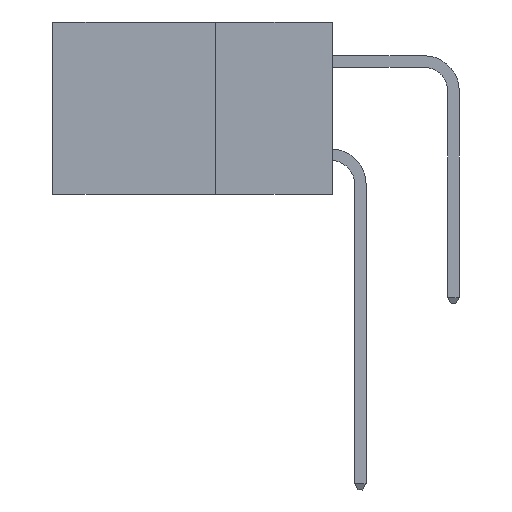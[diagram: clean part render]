
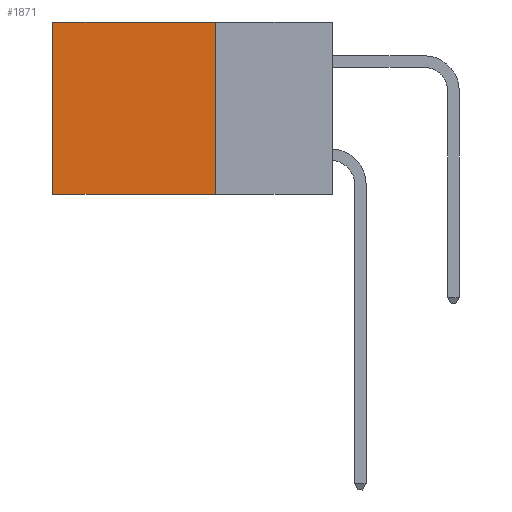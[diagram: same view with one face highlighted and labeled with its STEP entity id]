
A CAD part, left-side view. The second image highlights one B-rep face of the part: STEP entity #1871.
In plain terms, the highlighted planar face has unit normal (-1, 0, 0).
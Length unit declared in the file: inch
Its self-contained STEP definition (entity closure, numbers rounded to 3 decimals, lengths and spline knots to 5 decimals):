
#65 = DIRECTION ( 'NONE',  ( 1., 0., 0. ) ) ;
#459 = LINE ( 'NONE', #7221, #10007 ) ;
#517 = VECTOR ( 'NONE', #3424, 39.37008 ) ;
#586 = VERTEX_POINT ( 'NONE', #3987 ) ;
#685 = FACE_OUTER_BOUND ( 'NONE', #10245, .T. ) ;
#895 = ORIENTED_EDGE ( 'NONE', *, *, #11536, .F. ) ;
#1063 = VERTEX_POINT ( 'NONE', #9830 ) ;
#1277 = VERTEX_POINT ( 'NONE', #11166 ) ;
#1366 = VERTEX_POINT ( 'NONE', #8362 ) ;
#1464 = DIRECTION ( 'NONE',  ( 0., 0., -1. ) ) ;
#1516 = CARTESIAN_POINT ( 'NONE',  ( 0.298, 0.25, 0. ) ) ;
#1573 = VECTOR ( 'NONE', #6770, 39.37008 ) ;
#1769 = EDGE_CURVE ( 'NONE', #586, #1366, #11225, .T. ) ;
#1871 = ADVANCED_FACE ( 'NONE', ( #685 ), #3921, .F. ) ;
#2462 = EDGE_CURVE ( 'NONE', #1063, #586, #5637, .T. ) ;
#3021 = EDGE_CURVE ( 'NONE', #1277, #1366, #459, .T. ) ;
#3424 = DIRECTION ( 'NONE',  ( 0., 1., 0. ) ) ;
#3505 = CARTESIAN_POINT ( 'NONE',  ( 0.298, 0.25, 0. ) ) ;
#3865 = AXIS2_PLACEMENT_3D ( 'NONE', #1516, #65, #9415 ) ;
#3921 = PLANE ( 'NONE',  #3865 ) ;
#3987 = CARTESIAN_POINT ( 'NONE',  ( 0.298, 0.6, 0. ) ) ;
#5298 = CARTESIAN_POINT ( 'NONE',  ( 0.298, 0.25, 0. ) ) ;
#5637 = LINE ( 'NONE', #3505, #517 ) ;
#5683 = CARTESIAN_POINT ( 'NONE',  ( 0.298, 0.6, 0. ) ) ;
#6770 = DIRECTION ( 'NONE',  ( 0., 0., -1. ) ) ;
#7014 = ORIENTED_EDGE ( 'NONE', *, *, #3021, .F. ) ;
#7081 = ORIENTED_EDGE ( 'NONE', *, *, #1769, .T. ) ;
#7221 = CARTESIAN_POINT ( 'NONE',  ( 0.298, 0.25, -0.37 ) ) ;
#7385 = DIRECTION ( 'NONE',  ( 0., 1., 0. ) ) ;
#7976 = ORIENTED_EDGE ( 'NONE', *, *, #2462, .T. ) ;
#8362 = CARTESIAN_POINT ( 'NONE',  ( 0.298, 0.6, -0.37 ) ) ;
#8544 = LINE ( 'NONE', #5298, #10502 ) ;
#9415 = DIRECTION ( 'NONE',  ( 0., 0., -1. ) ) ;
#9830 = CARTESIAN_POINT ( 'NONE',  ( 0.298, 0.25, 0. ) ) ;
#10007 = VECTOR ( 'NONE', #7385, 39.37008 ) ;
#10245 = EDGE_LOOP ( 'NONE', ( #7081, #7014, #895, #7976 ) ) ;
#10502 = VECTOR ( 'NONE', #1464, 39.37008 ) ;
#11166 = CARTESIAN_POINT ( 'NONE',  ( 0.298, 0.25, -0.37 ) ) ;
#11225 = LINE ( 'NONE', #5683, #1573 ) ;
#11536 = EDGE_CURVE ( 'NONE', #1063, #1277, #8544, .T. ) ;
